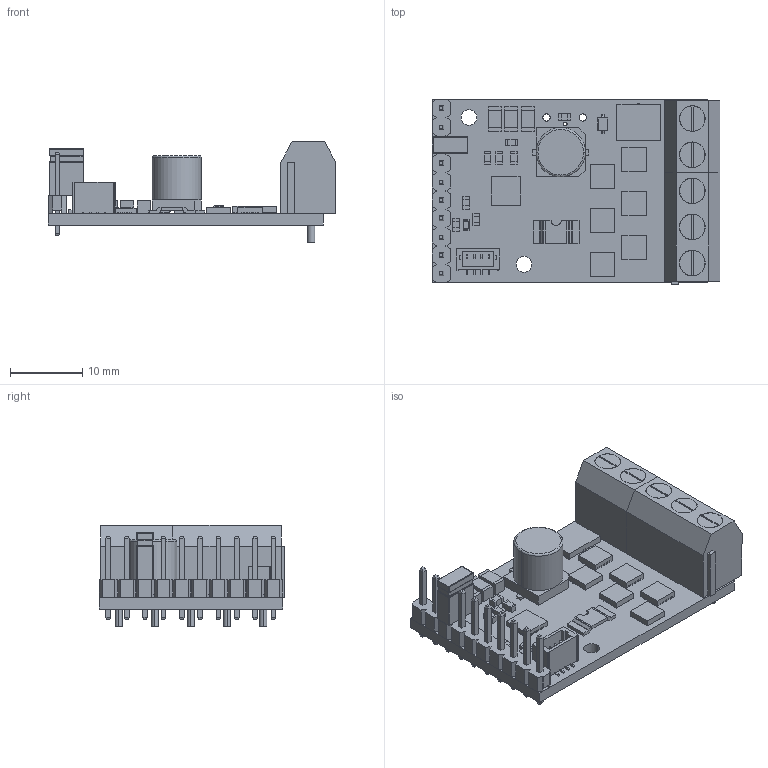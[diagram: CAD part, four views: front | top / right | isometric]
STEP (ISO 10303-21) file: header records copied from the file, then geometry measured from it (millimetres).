
FILE_DESCRIPTION (( 'STEP AP214' ), '1' );
FILE_NAME ('a89301-based-sensorless-brushless-motor-controller-50v-11a.step', '2025-08-16T00:48:54', ( '' ), ( '' ), 'SwSTEP 2.0', 'SolidWorks 2025', '' );
FILE_SCHEMA (( 'AUTOMOTIVE_DESIGN' ));
Length unit declared in the file: millimetre
Products named in the file (1): a89301-based-sensorless-brushless-motor-controller-50v-11a
Bounding box: 39.81 x 25.71 x 14 mm (x, y, z)
Volume: 3667.1 mm3; surface area: 5757.1 mm2
Topology: 5 solids, 5 shells, 2077 faces, 5663 edges, 3634 vertices
Faces by surface type: plane 1703, cylinder 199, bspline 161, sphere 12, torus 2
Entity records: 93263 total; most frequent: CARTESIAN_POINT 18724, ORIENTED_EDGE 11302, DIRECTION 9497, EDGE_CURVE 5651, LINE 4843, VECTOR 4843, VERTEX_POINT 3634, AXIS2_PLACEMENT_3D 2327
